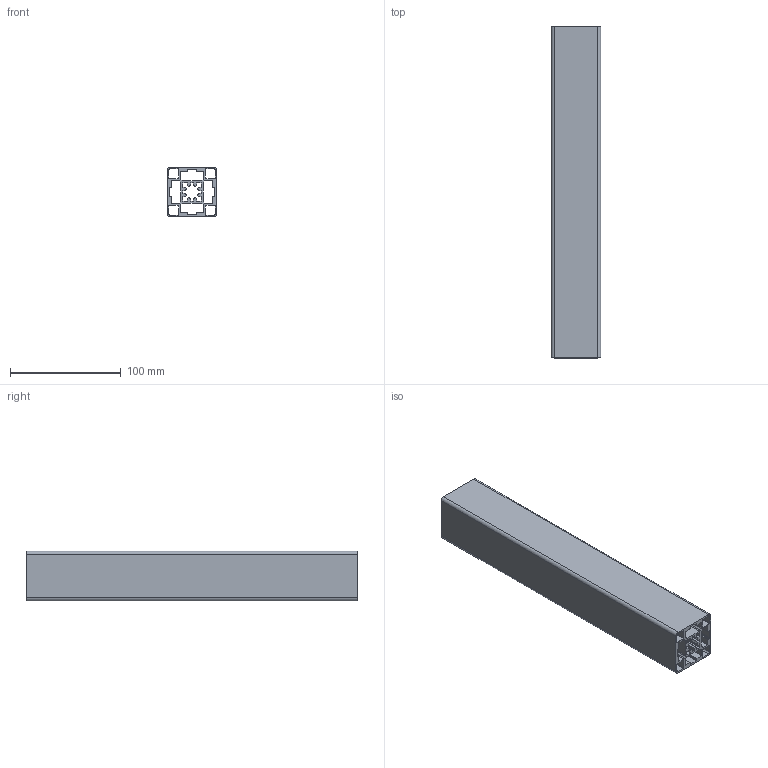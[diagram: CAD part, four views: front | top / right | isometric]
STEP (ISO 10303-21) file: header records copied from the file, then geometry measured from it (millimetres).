
FILE_DESCRIPTION (( 'STEP AP214' ), '1' );
FILE_NAME ('1728139797847.step', '2024-10-05T14:50:20', ( 'Windows User' ), ( '' ), 'SwSTEP 2.0', 'SolidWorks 2011', '' );
FILE_SCHEMA (( 'AUTOMOTIVE_DESIGN' ));
Length unit declared in the file: millimetre
Products named in the file (2): 1.11.045045.03LPx300.00(1); 1728139797847
Assembly tree (1 placements, depth 2):
  1728139797847
    1.11.045045.03LPx300.00(1)
Bounding box: 45 x 300 x 45 mm (x, y, z)
Volume: 217963.4 mm3; surface area: 199260.7 mm2
Topology: 1 solids, 1 shells, 158 faces, 468 edges, 312 vertices
Faces by surface type: plane 98, cylinder 60
Entity records: 5394 total; most frequent: CARTESIAN_POINT 942, ORIENTED_EDGE 936, DIRECTION 912, EDGE_CURVE 468, LINE 348, VECTOR 348, VERTEX_POINT 312, AXIS2_PLACEMENT_3D 282
